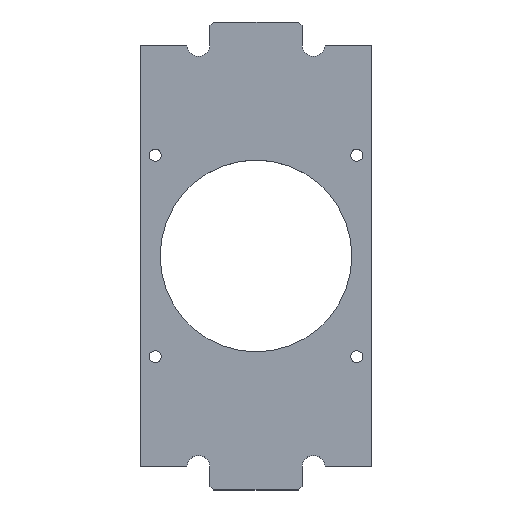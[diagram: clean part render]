
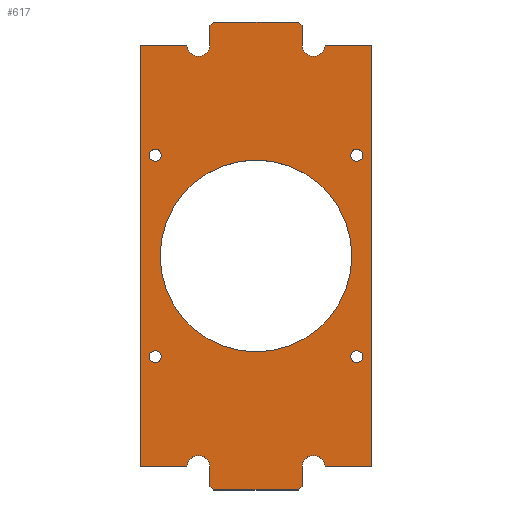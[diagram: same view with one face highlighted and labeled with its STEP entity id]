
A CAD part, top view. The second image highlights one B-rep face of the part: STEP entity #617.
In plain terms, the highlighted planar face has unit normal (0, 0, 1).
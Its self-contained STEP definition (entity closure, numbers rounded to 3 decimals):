
#28=FACE_BOUND('',#106,.T.);
#29=FACE_BOUND('',#107,.T.);
#30=FACE_BOUND('',#108,.T.);
#31=FACE_BOUND('',#109,.T.);
#32=FACE_BOUND('',#110,.T.);
#42=CIRCLE('',#676,1.5);
#43=CIRCLE('',#677,1.5);
#44=CIRCLE('',#678,1.5);
#45=CIRCLE('',#679,1.5);
#46=CIRCLE('',#680,0.784);
#47=CIRCLE('',#681,0.784);
#48=CIRCLE('',#682,0.784);
#49=CIRCLE('',#683,0.784);
#50=CIRCLE('',#684,12.5);
#70=FACE_OUTER_BOUND('',#105,.T.);
#105=EDGE_LOOP('',(#427,#428,#429,#430,#431,#432,#433,#434,#435,#436,#437,
#438,#439,#440,#441,#442,#443,#444,#445,#446));
#106=EDGE_LOOP('',(#447));
#107=EDGE_LOOP('',(#448));
#108=EDGE_LOOP('',(#449));
#109=EDGE_LOOP('',(#450));
#110=EDGE_LOOP('',(#451));
#154=LINE('',#927,#215);
#156=LINE('',#931,#217);
#159=LINE('',#937,#220);
#160=LINE('',#941,#221);
#161=LINE('',#943,#222);
#162=LINE('',#945,#223);
#163=LINE('',#949,#224);
#164=LINE('',#951,#225);
#165=LINE('',#953,#226);
#166=LINE('',#955,#227);
#167=LINE('',#957,#228);
#168=LINE('',#961,#229);
#169=LINE('',#963,#230);
#170=LINE('',#965,#231);
#171=LINE('',#969,#232);
#172=LINE('',#970,#233);
#215=VECTOR('',#740,10.);
#217=VECTOR('',#744,10.);
#220=VECTOR('',#749,10.);
#221=VECTOR('',#752,10.);
#222=VECTOR('',#753,10.);
#223=VECTOR('',#754,10.);
#224=VECTOR('',#757,10.);
#225=VECTOR('',#758,10.);
#226=VECTOR('',#759,10.);
#227=VECTOR('',#760,10.);
#228=VECTOR('',#761,10.);
#229=VECTOR('',#764,10.);
#230=VECTOR('',#765,10.);
#231=VECTOR('',#766,10.);
#232=VECTOR('',#769,10.);
#233=VECTOR('',#770,10.);
#276=VERTEX_POINT('',#924);
#277=VERTEX_POINT('',#926);
#278=VERTEX_POINT('',#930);
#280=VERTEX_POINT('',#936);
#281=VERTEX_POINT('',#938);
#282=VERTEX_POINT('',#940);
#283=VERTEX_POINT('',#942);
#284=VERTEX_POINT('',#944);
#285=VERTEX_POINT('',#946);
#286=VERTEX_POINT('',#948);
#287=VERTEX_POINT('',#950);
#288=VERTEX_POINT('',#952);
#289=VERTEX_POINT('',#954);
#290=VERTEX_POINT('',#956);
#291=VERTEX_POINT('',#958);
#292=VERTEX_POINT('',#960);
#293=VERTEX_POINT('',#962);
#294=VERTEX_POINT('',#964);
#295=VERTEX_POINT('',#966);
#296=VERTEX_POINT('',#968);
#297=VERTEX_POINT('',#971);
#298=VERTEX_POINT('',#973);
#299=VERTEX_POINT('',#975);
#300=VERTEX_POINT('',#977);
#301=VERTEX_POINT('',#979);
#334=EDGE_CURVE('',#276,#277,#154,.T.);
#336=EDGE_CURVE('',#278,#277,#156,.T.);
#339=EDGE_CURVE('',#276,#280,#159,.T.);
#340=EDGE_CURVE('',#280,#281,#42,.T.);
#341=EDGE_CURVE('',#281,#282,#160,.T.);
#342=EDGE_CURVE('',#282,#283,#161,.T.);
#343=EDGE_CURVE('',#283,#284,#162,.T.);
#344=EDGE_CURVE('',#284,#285,#43,.T.);
#345=EDGE_CURVE('',#285,#286,#163,.T.);
#346=EDGE_CURVE('',#287,#286,#164,.T.);
#347=EDGE_CURVE('',#287,#288,#165,.T.);
#348=EDGE_CURVE('',#289,#288,#166,.T.);
#349=EDGE_CURVE('',#289,#290,#167,.T.);
#350=EDGE_CURVE('',#290,#291,#44,.T.);
#351=EDGE_CURVE('',#291,#292,#168,.T.);
#352=EDGE_CURVE('',#292,#293,#169,.T.);
#353=EDGE_CURVE('',#293,#294,#170,.T.);
#354=EDGE_CURVE('',#294,#295,#45,.T.);
#355=EDGE_CURVE('',#295,#296,#171,.T.);
#356=EDGE_CURVE('',#278,#296,#172,.T.);
#357=EDGE_CURVE('',#297,#297,#46,.T.);
#358=EDGE_CURVE('',#298,#298,#47,.T.);
#359=EDGE_CURVE('',#299,#299,#48,.T.);
#360=EDGE_CURVE('',#300,#300,#49,.T.);
#361=EDGE_CURVE('',#301,#301,#50,.T.);
#427=ORIENTED_EDGE('',*,*,#334,.F.);
#428=ORIENTED_EDGE('',*,*,#339,.T.);
#429=ORIENTED_EDGE('',*,*,#340,.T.);
#430=ORIENTED_EDGE('',*,*,#341,.T.);
#431=ORIENTED_EDGE('',*,*,#342,.T.);
#432=ORIENTED_EDGE('',*,*,#343,.T.);
#433=ORIENTED_EDGE('',*,*,#344,.T.);
#434=ORIENTED_EDGE('',*,*,#345,.T.);
#435=ORIENTED_EDGE('',*,*,#346,.F.);
#436=ORIENTED_EDGE('',*,*,#347,.T.);
#437=ORIENTED_EDGE('',*,*,#348,.F.);
#438=ORIENTED_EDGE('',*,*,#349,.T.);
#439=ORIENTED_EDGE('',*,*,#350,.T.);
#440=ORIENTED_EDGE('',*,*,#351,.T.);
#441=ORIENTED_EDGE('',*,*,#352,.T.);
#442=ORIENTED_EDGE('',*,*,#353,.T.);
#443=ORIENTED_EDGE('',*,*,#354,.T.);
#444=ORIENTED_EDGE('',*,*,#355,.T.);
#445=ORIENTED_EDGE('',*,*,#356,.F.);
#446=ORIENTED_EDGE('',*,*,#336,.T.);
#447=ORIENTED_EDGE('',*,*,#357,.T.);
#448=ORIENTED_EDGE('',*,*,#358,.T.);
#449=ORIENTED_EDGE('',*,*,#359,.T.);
#450=ORIENTED_EDGE('',*,*,#360,.T.);
#451=ORIENTED_EDGE('',*,*,#361,.T.);
#595=PLANE('',#675);
#617=ADVANCED_FACE('',(#70,#28,#29,#30,#31,#32),#595,.T.);
#675=AXIS2_PLACEMENT_3D('',#935,#747,#748);
#676=AXIS2_PLACEMENT_3D('',#939,#750,#751);
#677=AXIS2_PLACEMENT_3D('',#947,#755,#756);
#678=AXIS2_PLACEMENT_3D('',#959,#762,#763);
#679=AXIS2_PLACEMENT_3D('',#967,#767,#768);
#680=AXIS2_PLACEMENT_3D('',#972,#771,#772);
#681=AXIS2_PLACEMENT_3D('',#974,#773,#774);
#682=AXIS2_PLACEMENT_3D('',#976,#775,#776);
#683=AXIS2_PLACEMENT_3D('',#978,#777,#778);
#684=AXIS2_PLACEMENT_3D('',#980,#779,#780);
#740=DIRECTION('',(0.707,0.707,0.));
#744=DIRECTION('',(-1.,0.,0.));
#747=DIRECTION('center_axis',(0.,0.,1.));
#748=DIRECTION('ref_axis',(1.,0.,0.));
#749=DIRECTION('',(0.,-1.,0.));
#750=DIRECTION('center_axis',(0.,0.,-1.));
#751=DIRECTION('ref_axis',(1.,0.,0.));
#752=DIRECTION('',(-1.,0.,0.));
#753=DIRECTION('',(0.,-1.,0.));
#754=DIRECTION('',(1.,0.,0.));
#755=DIRECTION('center_axis',(0.,0.,-1.));
#756=DIRECTION('ref_axis',(-1.,0.,0.));
#757=DIRECTION('',(0.,-1.,0.));
#758=DIRECTION('',(-0.707,0.707,0.));
#759=DIRECTION('',(1.,0.,0.));
#760=DIRECTION('',(-0.707,-0.707,0.));
#761=DIRECTION('',(0.,1.,0.));
#762=DIRECTION('center_axis',(0.,0.,-1.));
#763=DIRECTION('ref_axis',(-1.,0.,0.));
#764=DIRECTION('',(1.,0.,0.));
#765=DIRECTION('',(0.,1.,0.));
#766=DIRECTION('',(-1.,0.,0.));
#767=DIRECTION('center_axis',(0.,0.,-1.));
#768=DIRECTION('ref_axis',(1.,0.,0.));
#769=DIRECTION('',(0.,1.,0.));
#770=DIRECTION('',(0.707,-0.707,0.));
#771=DIRECTION('center_axis',(0.,0.,-1.));
#772=DIRECTION('ref_axis',(1.,0.,0.));
#773=DIRECTION('center_axis',(0.,0.,-1.));
#774=DIRECTION('ref_axis',(1.,0.,0.));
#775=DIRECTION('center_axis',(0.,0.,-1.));
#776=DIRECTION('ref_axis',(1.,0.,0.));
#777=DIRECTION('center_axis',(0.,0.,-1.));
#778=DIRECTION('ref_axis',(1.,0.,0.));
#779=DIRECTION('center_axis',(0.,0.,-1.));
#780=DIRECTION('ref_axis',(1.,0.,0.));
#924=CARTESIAN_POINT('',(-6.,30.,0.));
#926=CARTESIAN_POINT('',(-5.5,30.5,0.));
#927=CARTESIAN_POINT('',(-4.625,31.375,0.));
#930=CARTESIAN_POINT('',(5.5,30.5,0.));
#931=CARTESIAN_POINT('',(6.,30.5,0.));
#935=CARTESIAN_POINT('Origin',(0.,29.,0.));
#936=CARTESIAN_POINT('',(-6.,27.5,0.));
#937=CARTESIAN_POINT('',(-6.,30.5,0.));
#938=CARTESIAN_POINT('',(-9.,27.5,0.));
#939=CARTESIAN_POINT('Origin',(-7.5,27.5,0.));
#940=CARTESIAN_POINT('',(-15.,27.5,0.));
#941=CARTESIAN_POINT('',(15.,27.5,0.));
#942=CARTESIAN_POINT('',(-15.,-27.5,0.));
#943=CARTESIAN_POINT('',(-15.,27.5,0.));
#944=CARTESIAN_POINT('',(-9.,-27.5,0.));
#945=CARTESIAN_POINT('',(-15.,-27.5,0.));
#946=CARTESIAN_POINT('',(-6.,-27.5,0.));
#947=CARTESIAN_POINT('Origin',(-7.5,-27.5,0.));
#948=CARTESIAN_POINT('',(-6.,-30.,0.));
#949=CARTESIAN_POINT('',(-6.,-27.5,0.));
#950=CARTESIAN_POINT('',(-5.5,-30.5,0.));
#951=CARTESIAN_POINT('',(-19.125,-16.875,0.));
#952=CARTESIAN_POINT('',(5.5,-30.5,0.));
#953=CARTESIAN_POINT('',(-6.,-30.5,0.));
#954=CARTESIAN_POINT('',(6.,-30.,0.));
#955=CARTESIAN_POINT('',(19.125,-16.875,0.));
#956=CARTESIAN_POINT('',(6.,-27.5,0.));
#957=CARTESIAN_POINT('',(6.,-30.5,0.));
#958=CARTESIAN_POINT('',(9.,-27.5,0.));
#959=CARTESIAN_POINT('Origin',(7.5,-27.5,0.));
#960=CARTESIAN_POINT('',(15.,-27.5,0.));
#961=CARTESIAN_POINT('',(-15.,-27.5,0.));
#962=CARTESIAN_POINT('',(15.,27.5,0.));
#963=CARTESIAN_POINT('',(15.,-27.5,0.));
#964=CARTESIAN_POINT('',(9.,27.5,0.));
#965=CARTESIAN_POINT('',(15.,27.5,0.));
#966=CARTESIAN_POINT('',(6.,27.5,0.));
#967=CARTESIAN_POINT('Origin',(7.5,27.5,0.));
#968=CARTESIAN_POINT('',(6.,30.,0.));
#969=CARTESIAN_POINT('',(6.,27.5,0.));
#970=CARTESIAN_POINT('',(4.625,31.375,0.));
#971=CARTESIAN_POINT('',(12.357,-13.14,0.));
#972=CARTESIAN_POINT('Origin',(13.14,-13.14,0.));
#973=CARTESIAN_POINT('',(-13.924,-13.14,0.));
#974=CARTESIAN_POINT('Origin',(-13.14,-13.14,0.));
#975=CARTESIAN_POINT('',(-13.924,13.14,0.));
#976=CARTESIAN_POINT('Origin',(-13.14,13.14,0.));
#977=CARTESIAN_POINT('',(12.357,13.14,0.));
#978=CARTESIAN_POINT('Origin',(13.14,13.14,0.));
#979=CARTESIAN_POINT('',(-12.5,0.,0.));
#980=CARTESIAN_POINT('Origin',(0.,0.,0.));
